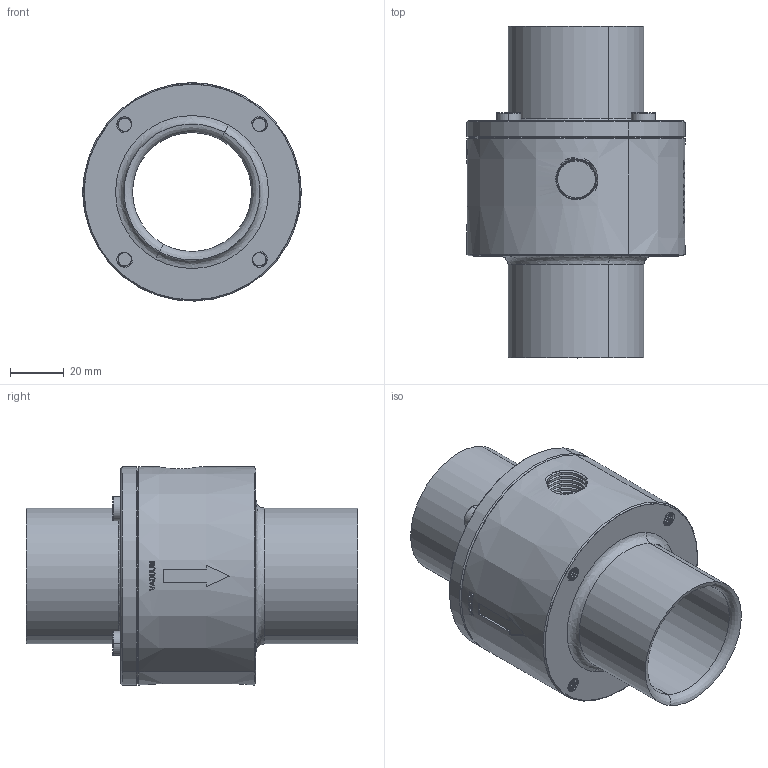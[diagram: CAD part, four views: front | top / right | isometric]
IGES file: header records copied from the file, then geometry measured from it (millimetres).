
Start section: START RECORD GO HERE.
Global section: file name: 30004-HTS-4.10.2020.igs; native system: DASSAULT SYSTEMES CATIA V5 R21 - www.3ds.com; preprocessor: CATIA Version 5 Release 21 ; author: HET; organization: PADACHH; date: 20201005.004349; units: millimetre
Bounding box: 81.57 x 124 x 81.57 mm (x, y, z)
Surface area: 53174.6 mm2 (no closed solid volume)
Topology: 0 solids, 0 shells, 1215 faces, 6615 edges, 6619 vertices
Faces by surface type: plane 367, bspline 343, extrusion 280, revolution 225
